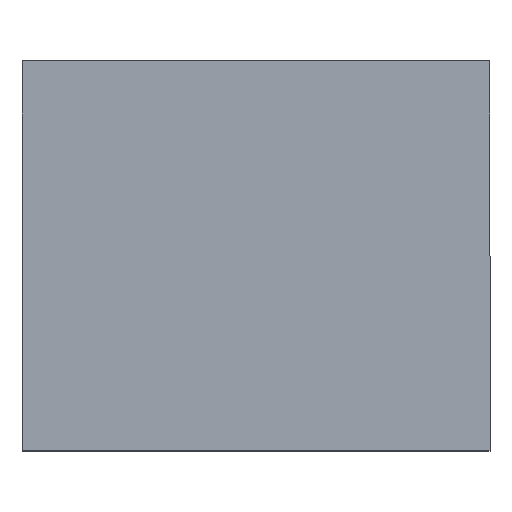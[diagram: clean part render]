
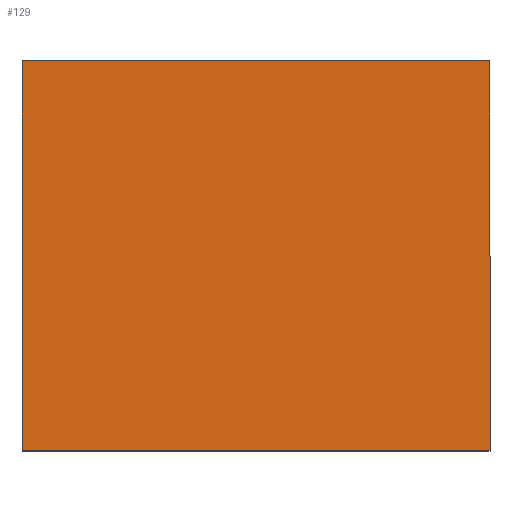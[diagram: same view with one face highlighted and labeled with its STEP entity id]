
A CAD part, top view. The second image highlights one B-rep face of the part: STEP entity #129.
In plain terms, the highlighted planar face has unit normal (0, 0, 1).
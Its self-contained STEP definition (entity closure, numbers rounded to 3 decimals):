
#3 = PLANE ( 'NONE',  #19 ) ;
#8 = EDGE_CURVE ( 'NONE', #149, #85, #123, .T. ) ;
#19 = AXIS2_PLACEMENT_3D ( 'NONE', #64, #195, #150 ) ;
#20 = DIRECTION ( 'NONE',  ( 1., 0., 0. ) ) ;
#22 = EDGE_LOOP ( 'NONE', ( #67, #154, #167, #103 ) ) ;
#23 = FACE_OUTER_BOUND ( 'NONE', #22, .T. ) ;
#27 = LINE ( 'NONE', #201, #134 ) ;
#33 = EDGE_CURVE ( 'NONE', #85, #71, #27, .T. ) ;
#34 = CARTESIAN_POINT ( 'NONE',  ( -60., -50., 20. ) ) ;
#49 = CARTESIAN_POINT ( 'NONE',  ( 60., 50., 20. ) ) ;
#55 = DIRECTION ( 'NONE',  ( -1., 0., 0. ) ) ;
#64 = CARTESIAN_POINT ( 'NONE',  ( 0., 0., 20. ) ) ;
#67 = ORIENTED_EDGE ( 'NONE', *, *, #143, .T. ) ;
#71 = VERTEX_POINT ( 'NONE', #106 ) ;
#76 = VECTOR ( 'NONE', #20, 1000. ) ;
#80 = VECTOR ( 'NONE', #120, 1000. ) ;
#81 = CARTESIAN_POINT ( 'NONE',  ( 60., 50., 20. ) ) ;
#85 = VERTEX_POINT ( 'NONE', #153 ) ;
#103 = ORIENTED_EDGE ( 'NONE', *, *, #146, .T. ) ;
#106 = CARTESIAN_POINT ( 'NONE',  ( -60., -50., 20. ) ) ;
#119 = VERTEX_POINT ( 'NONE', #147 ) ;
#120 = DIRECTION ( 'NONE',  ( 0., 1., 0. ) ) ;
#123 = LINE ( 'NONE', #138, #164 ) ;
#127 = DIRECTION ( 'NONE',  ( 0., -1., 0. ) ) ;
#129 = ADVANCED_FACE ( 'NONE', ( #23 ), #3, .T. ) ;
#134 = VECTOR ( 'NONE', #127, 1000. ) ;
#135 = LINE ( 'NONE', #49, #80 ) ;
#138 = CARTESIAN_POINT ( 'NONE',  ( -60., 50., 20. ) ) ;
#143 = EDGE_CURVE ( 'NONE', #119, #149, #135, .T. ) ;
#146 = EDGE_CURVE ( 'NONE', #71, #119, #179, .T. ) ;
#147 = CARTESIAN_POINT ( 'NONE',  ( 60., -50., 20. ) ) ;
#149 = VERTEX_POINT ( 'NONE', #81 ) ;
#150 = DIRECTION ( 'NONE',  ( 1., 0., 0. ) ) ;
#153 = CARTESIAN_POINT ( 'NONE',  ( -60., 50., 20. ) ) ;
#154 = ORIENTED_EDGE ( 'NONE', *, *, #8, .T. ) ;
#164 = VECTOR ( 'NONE', #55, 1000. ) ;
#167 = ORIENTED_EDGE ( 'NONE', *, *, #33, .T. ) ;
#179 = LINE ( 'NONE', #34, #76 ) ;
#195 = DIRECTION ( 'NONE',  ( 0., 0., 1. ) ) ;
#201 = CARTESIAN_POINT ( 'NONE',  ( -60., 50., 20. ) ) ;
